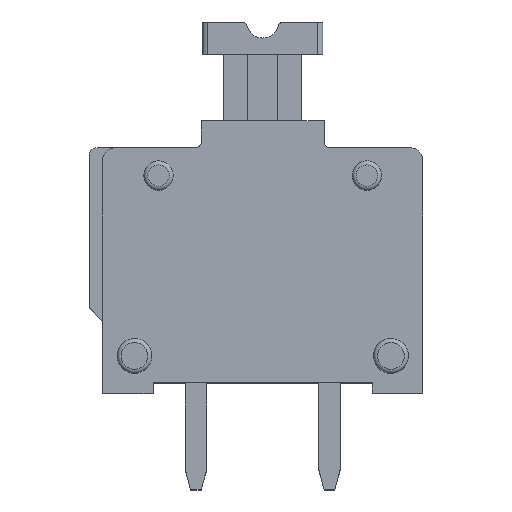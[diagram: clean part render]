
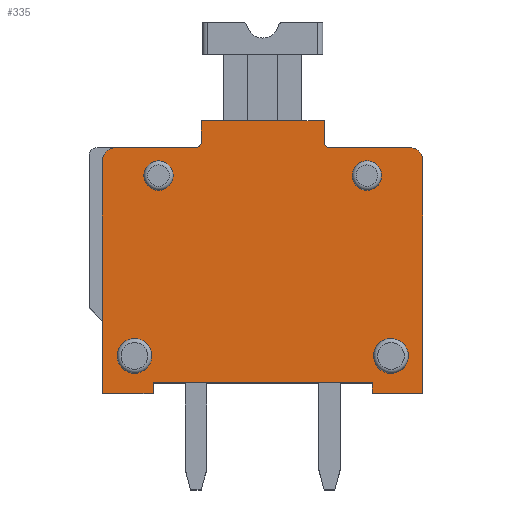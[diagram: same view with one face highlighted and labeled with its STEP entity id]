
A CAD part, top view. The second image highlights one B-rep face of the part: STEP entity #335.
In plain terms, the highlighted planar face has unit normal (0, 0, 1).
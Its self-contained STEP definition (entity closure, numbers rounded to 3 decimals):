
#335 = ADVANCED_FACE( '', ( #721, #722, #723, #724, #725 ), #726, .T. );
#721 = FACE_OUTER_BOUND( '', #1195, .T. );
#722 = FACE_BOUND( '', #1196, .T. );
#723 = FACE_BOUND( '', #1197, .T. );
#724 = FACE_BOUND( '', #1198, .T. );
#725 = FACE_BOUND( '', #1199, .T. );
#726 = PLANE( '', #1200 );
#1195 = EDGE_LOOP( '', ( #1915, #1916, #1917, #1918, #1919, #1920, #1921, #1922, #1923, #1924, #1925, #1926, #1927, #1928, #1929, #1930 ) );
#1196 = EDGE_LOOP( '', ( #1931 ) );
#1197 = EDGE_LOOP( '', ( #1932 ) );
#1198 = EDGE_LOOP( '', ( #1933 ) );
#1199 = EDGE_LOOP( '', ( #1934 ) );
#1200 = AXIS2_PLACEMENT_3D( '', #1935, #1936, #1937 );
#1915 = ORIENTED_EDGE( '', *, *, #2941, .T. );
#1916 = ORIENTED_EDGE( '', *, *, #2976, .T. );
#1917 = ORIENTED_EDGE( '', *, *, #2936, .F. );
#1918 = ORIENTED_EDGE( '', *, *, #2977, .F. );
#1919 = ORIENTED_EDGE( '', *, *, #2978, .F. );
#1920 = ORIENTED_EDGE( '', *, *, #2846, .T. );
#1921 = ORIENTED_EDGE( '', *, *, #2979, .F. );
#1922 = ORIENTED_EDGE( '', *, *, #2817, .F. );
#1923 = ORIENTED_EDGE( '', *, *, #2980, .T. );
#1924 = ORIENTED_EDGE( '', *, *, #2973, .T. );
#1925 = ORIENTED_EDGE( '', *, *, #2981, .T. );
#1926 = ORIENTED_EDGE( '', *, *, #2982, .T. );
#1927 = ORIENTED_EDGE( '', *, *, #2983, .T. );
#1928 = ORIENTED_EDGE( '', *, *, #2984, .F. );
#1929 = ORIENTED_EDGE( '', *, *, #2985, .T. );
#1930 = ORIENTED_EDGE( '', *, *, #2909, .F. );
#1931 = ORIENTED_EDGE( '', *, *, #2829, .F. );
#1932 = ORIENTED_EDGE( '', *, *, #2841, .F. );
#1933 = ORIENTED_EDGE( '', *, *, #2943, .F. );
#1934 = ORIENTED_EDGE( '', *, *, #2889, .F. );
#1935 = CARTESIAN_POINT( '', ( 5.954, 7.756, 3. ) );
#1936 = DIRECTION( '', ( 0., 0., 1. ) );
#1937 = DIRECTION( '', ( 1., 0., 0. ) );
#2817 = EDGE_CURVE( '', #3346, #3341, #3348, .T. );
#2829 = EDGE_CURVE( '', #3367, #3367, #3368, .T. );
#2841 = EDGE_CURVE( '', #3388, #3388, #3389, .T. );
#2846 = EDGE_CURVE( '', #3391, #3396, #3398, .T. );
#2889 = EDGE_CURVE( '', #3472, #3472, #3473, .T. );
#2909 = EDGE_CURVE( '', #3503, #3498, #3505, .T. );
#2936 = EDGE_CURVE( '', #3542, #3544, #3545, .T. );
#2941 = EDGE_CURVE( '', #3503, #3550, #3552, .T. );
#2943 = EDGE_CURVE( '', #3554, #3554, #3555, .T. );
#2973 = EDGE_CURVE( '', #3602, #3600, #3603, .T. );
#2976 = EDGE_CURVE( '', #3550, #3544, #3606, .T. );
#2977 = EDGE_CURVE( '', #3607, #3542, #3608, .T. );
#2978 = EDGE_CURVE( '', #3391, #3607, #3609, .T. );
#2979 = EDGE_CURVE( '', #3341, #3396, #3610, .T. );
#2980 = EDGE_CURVE( '', #3346, #3602, #3611, .T. );
#2981 = EDGE_CURVE( '', #3600, #3612, #3613, .T. );
#2982 = EDGE_CURVE( '', #3612, #3614, #3615, .T. );
#2983 = EDGE_CURVE( '', #3614, #3616, #3617, .T. );
#2984 = EDGE_CURVE( '', #3618, #3616, #3619, .T. );
#2985 = EDGE_CURVE( '', #3618, #3498, #3620, .T. );
#3341 = VERTEX_POINT( '', #4129 );
#3346 = VERTEX_POINT( '', #4135 );
#3348 = CIRCLE( '', #4138, 0.5 );
#3367 = VERTEX_POINT( '', #4160 );
#3368 = CIRCLE( '', #4161, 0.65 );
#3388 = VERTEX_POINT( '', #4188 );
#3389 = CIRCLE( '', #4189, 0.55 );
#3391 = VERTEX_POINT( '', #4191 );
#3396 = VERTEX_POINT( '', #4198 );
#3398 = LINE( '', #4201, #4202 );
#3472 = VERTEX_POINT( '', #4308 );
#3473 = CIRCLE( '', #4309, 0.55 );
#3498 = VERTEX_POINT( '', #4341 );
#3503 = VERTEX_POINT( '', #4347 );
#3505 = CIRCLE( '', #4350, 0.5 );
#3542 = VERTEX_POINT( '', #4402 );
#3544 = VERTEX_POINT( '', #4405 );
#3545 = LINE( '', #4406, #4407 );
#3550 = VERTEX_POINT( '', #4414 );
#3552 = LINE( '', #4417, #4418 );
#3554 = VERTEX_POINT( '', #4420 );
#3555 = CIRCLE( '', #4421, 0.65 );
#3600 = VERTEX_POINT( '', #4485 );
#3602 = VERTEX_POINT( '', #4488 );
#3603 = CIRCLE( '', #4489, 0.2 );
#3606 = LINE( '', #4493, #4494 );
#3607 = VERTEX_POINT( '', #4495 );
#3608 = LINE( '', #4496, #4497 );
#3609 = LINE( '', #4498, #4499 );
#3610 = LINE( '', #4500, #4501 );
#3611 = LINE( '', #4502, #4503 );
#3612 = VERTEX_POINT( '', #4504 );
#3613 = LINE( '', #4505, #4506 );
#3614 = VERTEX_POINT( '', #4507 );
#3615 = LINE( '', #4508, #4509 );
#3616 = VERTEX_POINT( '', #4510 );
#3617 = LINE( '', #4511, #4512 );
#3618 = VERTEX_POINT( '', #4513 );
#3619 = CIRCLE( '', #4514, 0.2 );
#3620 = LINE( '', #4515, #4516 );
#4129 = CARTESIAN_POINT( '', ( 12., 8.7, 3. ) );
#4135 = CARTESIAN_POINT( '', ( 11.5, 9.2, 3. ) );
#4138 = AXIS2_PLACEMENT_3D( '', #5036, #5037, #5038 );
#4160 = CARTESIAN_POINT( '', ( 11.45, 1.4, 3. ) );
#4161 = AXIS2_PLACEMENT_3D( '', #5057, #5058, #5059 );
#4188 = CARTESIAN_POINT( '', ( 2.65, 8.15, 3. ) );
#4189 = AXIS2_PLACEMENT_3D( '', #5070, #5071, #5072 );
#4191 = CARTESIAN_POINT( '', ( 10.1, 0., 3. ) );
#4198 = CARTESIAN_POINT( '', ( 12., 0., 3. ) );
#4201 = CARTESIAN_POINT( '', ( 7.771, 0., 3. ) );
#4202 = VECTOR( '', #5076, 1000. );
#4308 = CARTESIAN_POINT( '', ( 10.45, 8.15, 3. ) );
#4309 = AXIS2_PLACEMENT_3D( '', #5124, #5125, #5126 );
#4341 = CARTESIAN_POINT( '', ( 0.5, 9.2, 3. ) );
#4347 = CARTESIAN_POINT( '', ( 0., 8.7, 3. ) );
#4350 = AXIS2_PLACEMENT_3D( '', #5148, #5149, #5150 );
#4402 = CARTESIAN_POINT( '', ( 1.9, 0.4, 3. ) );
#4405 = CARTESIAN_POINT( '', ( 1.9, 0., 3. ) );
#4406 = CARTESIAN_POINT( '', ( 1.9, 7.285, 3. ) );
#4407 = VECTOR( '', #5173, 1000. );
#4414 = CARTESIAN_POINT( '', ( 0., 0., 3. ) );
#4417 = CARTESIAN_POINT( '', ( 0., 7.285, 3. ) );
#4418 = VECTOR( '', #5177, 1000. );
#4420 = CARTESIAN_POINT( '', ( 1.85, 1.4, 3. ) );
#4421 = AXIS2_PLACEMENT_3D( '', #5178, #5179, #5180 );
#4485 = CARTESIAN_POINT( '', ( 8.3, 9.4, 3. ) );
#4488 = CARTESIAN_POINT( '', ( 8.5, 9.2, 3. ) );
#4489 = AXIS2_PLACEMENT_3D( '', #5213, #5214, #5215 );
#4493 = CARTESIAN_POINT( '', ( 7.771, 0., 3. ) );
#4494 = VECTOR( '', #5217, 1000. );
#4495 = CARTESIAN_POINT( '', ( 10.1, 0.4, 3. ) );
#4496 = CARTESIAN_POINT( '', ( 7.771, 0.4, 3. ) );
#4497 = VECTOR( '', #5218, 1000. );
#4498 = CARTESIAN_POINT( '', ( 10.1, 7.285, 3. ) );
#4499 = VECTOR( '', #5219, 1000. );
#4500 = CARTESIAN_POINT( '', ( 12., 7.285, 3. ) );
#4501 = VECTOR( '', #5220, 1000. );
#4502 = CARTESIAN_POINT( '', ( 7.771, 9.2, 3. ) );
#4503 = VECTOR( '', #5221, 1000. );
#4504 = CARTESIAN_POINT( '', ( 8.3, 10.2, 3. ) );
#4505 = CARTESIAN_POINT( '', ( 8.3, 7.285, 3. ) );
#4506 = VECTOR( '', #5222, 1000. );
#4507 = CARTESIAN_POINT( '', ( 3.7, 10.2, 3. ) );
#4508 = CARTESIAN_POINT( '', ( 7.771, 10.2, 3. ) );
#4509 = VECTOR( '', #5223, 1000. );
#4510 = CARTESIAN_POINT( '', ( 3.7, 9.4, 3. ) );
#4511 = CARTESIAN_POINT( '', ( 3.7, 7.285, 3. ) );
#4512 = VECTOR( '', #5224, 1000. );
#4513 = CARTESIAN_POINT( '', ( 3.5, 9.2, 3. ) );
#4514 = AXIS2_PLACEMENT_3D( '', #5225, #5226, #5227 );
#4515 = CARTESIAN_POINT( '', ( 7.771, 9.2, 3. ) );
#4516 = VECTOR( '', #5228, 1000. );
#5036 = CARTESIAN_POINT( '', ( 11.5, 8.7, 3. ) );
#5037 = DIRECTION( '', ( 0., 0., -1. ) );
#5038 = DIRECTION( '', ( -1., 0., 0. ) );
#5057 = CARTESIAN_POINT( '', ( 10.8, 1.4, 3. ) );
#5058 = DIRECTION( '', ( 0., 0., 1. ) );
#5059 = DIRECTION( '', ( 1., 0., 0. ) );
#5070 = CARTESIAN_POINT( '', ( 2.1, 8.15, 3. ) );
#5071 = DIRECTION( '', ( 0., 0., 1. ) );
#5072 = DIRECTION( '', ( 1., 0., 0. ) );
#5076 = DIRECTION( '', ( 1., 0., 0. ) );
#5124 = CARTESIAN_POINT( '', ( 9.9, 8.15, 3. ) );
#5125 = DIRECTION( '', ( 0., 0., 1. ) );
#5126 = DIRECTION( '', ( 1., 0., 0. ) );
#5148 = CARTESIAN_POINT( '', ( 0.5, 8.7, 3. ) );
#5149 = DIRECTION( '', ( 0., 0., -1. ) );
#5150 = DIRECTION( '', ( -1., 0., 0. ) );
#5173 = DIRECTION( '', ( 0., -1., 0. ) );
#5177 = DIRECTION( '', ( 0., -1., 0. ) );
#5178 = CARTESIAN_POINT( '', ( 1.2, 1.4, 3. ) );
#5179 = DIRECTION( '', ( 0., 0., 1. ) );
#5180 = DIRECTION( '', ( 1., 0., 0. ) );
#5213 = CARTESIAN_POINT( '', ( 8.5, 9.4, 3. ) );
#5214 = DIRECTION( '', ( 0., 0., -1. ) );
#5215 = DIRECTION( '', ( -1., 0., 0. ) );
#5217 = DIRECTION( '', ( 1., 0., 0. ) );
#5218 = DIRECTION( '', ( -1., 0., 0. ) );
#5219 = DIRECTION( '', ( 0., 1., 0. ) );
#5220 = DIRECTION( '', ( 0., -1., 0. ) );
#5221 = DIRECTION( '', ( -1., 0., 0. ) );
#5222 = DIRECTION( '', ( 0., 1., 0. ) );
#5223 = DIRECTION( '', ( -1., 0., 0. ) );
#5224 = DIRECTION( '', ( 0., -1., 0. ) );
#5225 = CARTESIAN_POINT( '', ( 3.5, 9.4, 3. ) );
#5226 = DIRECTION( '', ( 0., 0., 1. ) );
#5227 = DIRECTION( '', ( 1., 0., 0. ) );
#5228 = DIRECTION( '', ( -1., 0., 0. ) );
